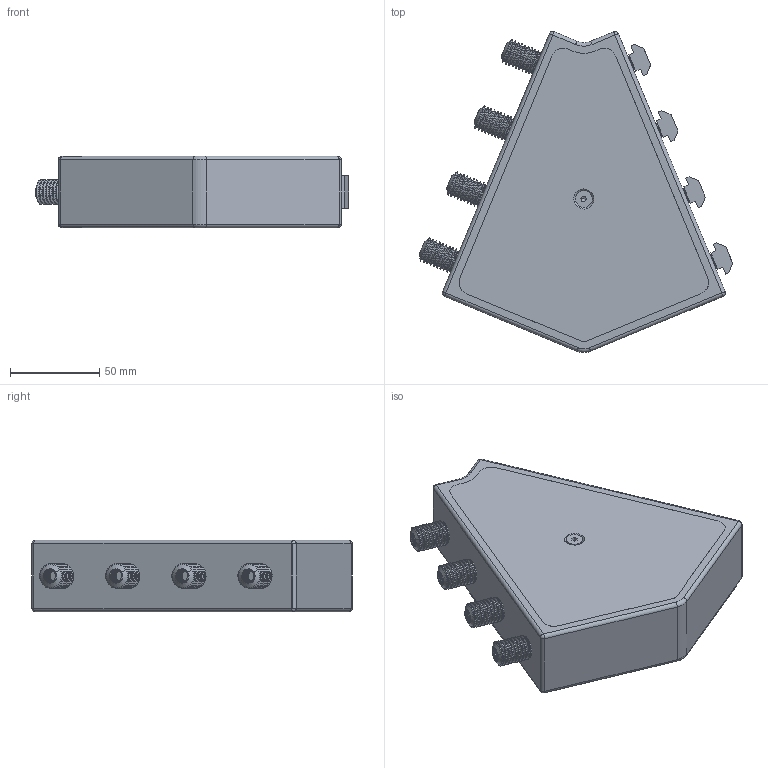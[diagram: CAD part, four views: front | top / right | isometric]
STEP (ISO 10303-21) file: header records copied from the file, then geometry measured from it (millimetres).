
FILE_DESCRIPTION (( 'STEP AP203' ), '1' );
FILE_NAME ('SPS.SJ40.45C.STEP', '2014-05-20T06:08:33', ( 'USER' ), ( 'Microsoft' ), 'SwSTEP 2.0', 'SolidWorks 2012', '' );
FILE_SCHEMA (( 'CONFIG_CONTROL_DESIGN' ));
Length unit declared in the file: millimetre
Products named in the file (8): SPS.SJ40.45C; M5X16_GB_FASTENER_SCREWS_HSCHS M5X16-N; 45度踏步角连接件盖板; 2.51.14.08; 2.11.10.M8; M8X20_GB_FASTENER_BOLT_HFBB M8X20-C; spring lock washers--normal type gb_GB_FASTENER_WASHER_SW 8; 45僅怳祭褒蟀諉璃
Assembly tree (23 placements, depth 2):
  SPS.SJ40.45C
    45僅怳祭褒蟀諉璃
    spring lock washers--normal type gb_GB_FASTENER_WASHER_SW 8  x4
    M8X20_GB_FASTENER_BOLT_HFBB M8X20-C  x8
    2.11.10.M8  x4
    2.51.14.08  x4
    45度踏步角连接件盖板
    M5X16_GB_FASTENER_SCREWS_HSCHS M5X16-N
Bounding box: 175.17 x 179.37 x 40 mm (x, y, z)
Volume: 334359.6 mm3; surface area: 127794.8 mm2
Topology: 23 solids, 23 shells, 2662 faces, 5627 edges, 3016 vertices
Faces by surface type: cone 1258, cylinder 673, torus 450, plane 222, bspline 48, sphere 11
Entity records: 21455 total; most frequent: DIRECTION 3893, CARTESIAN_POINT 3715, ORIENTED_EDGE 3192, AXIS2_PLACEMENT_3D 1614, EDGE_CURVE 1596, VERTEX_POINT 874, CIRCLE 851, EDGE_LOOP 772
